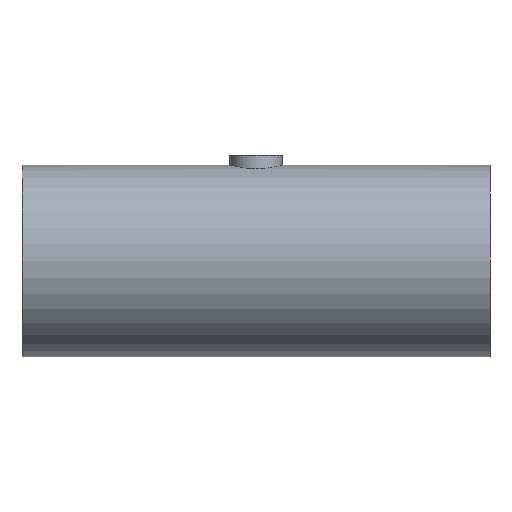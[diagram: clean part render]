
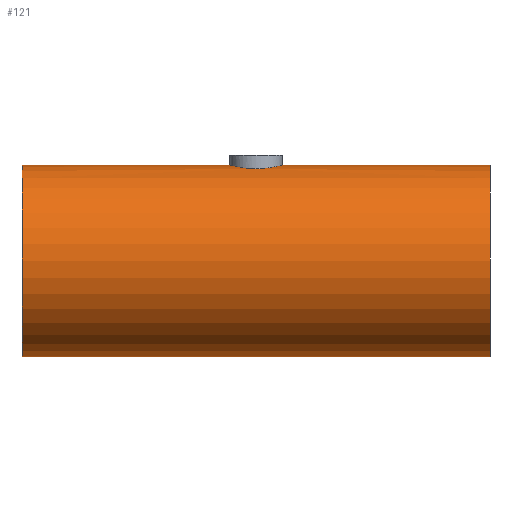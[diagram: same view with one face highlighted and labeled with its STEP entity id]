
A CAD part, front view. The second image highlights one B-rep face of the part: STEP entity #121.
In plain terms, the highlighted cylindrical face has radius 25.4 mm (diameter 50.8 mm), a full revolution.
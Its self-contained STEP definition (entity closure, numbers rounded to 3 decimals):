
#21=FACE_BOUND('',#39,.T.);
#28=FACE_OUTER_BOUND('',#38,.T.);
#38=EDGE_LOOP('',(#104,#105,#106,#107));
#39=EDGE_LOOP('',(#108,#109));
#46=CIRCLE('',#152,25.4);
#47=CIRCLE('',#154,25.4);
#51=LINE('',#286,#55);
#55=VECTOR('',#185,25.4);
#58=B_SPLINE_CURVE_WITH_KNOTS('',3,(#243,#244,#245,#246,#247,#248,#249,
#250,#251,#252),.UNSPECIFIED.,.F.,.F.,(4,2,2,2,4),(0.,0.261,
0.523,0.784,1.045),.UNSPECIFIED.);
#59=B_SPLINE_CURVE_WITH_KNOTS('',3,(#253,#254,#255,#256,#257,#258,#259,
#260,#261,#262,#263,#264,#265,#266,#267,#268,#269,#270,#271,#272,#273,#274,
#275,#276,#277,#278),.UNSPECIFIED.,.F.,.F.,(4,2,2,2,2,2,2,2,2,2,2,2,4),
(1.045,1.307,1.568,1.829,2.091,
2.352,2.613,2.875,3.136,3.397,
3.659,3.92,4.181),.UNSPECIFIED.);
#66=VERTEX_POINT('',#240);
#67=VERTEX_POINT('',#242);
#68=VERTEX_POINT('',#281);
#69=VERTEX_POINT('',#284);
#79=EDGE_CURVE('',#67,#66,#58,.T.);
#80=EDGE_CURVE('',#66,#67,#59,.T.);
#81=EDGE_CURVE('',#68,#68,#46,.T.);
#82=EDGE_CURVE('',#69,#69,#47,.T.);
#83=EDGE_CURVE('',#69,#68,#51,.T.);
#104=ORIENTED_EDGE('',*,*,#82,.F.);
#105=ORIENTED_EDGE('',*,*,#83,.T.);
#106=ORIENTED_EDGE('',*,*,#81,.F.);
#107=ORIENTED_EDGE('',*,*,#83,.F.);
#108=ORIENTED_EDGE('',*,*,#79,.T.);
#109=ORIENTED_EDGE('',*,*,#80,.T.);
#115=CYLINDRICAL_SURFACE('',#153,25.4);
#121=ADVANCED_FACE('',(#28,#21),#115,.T.);
#152=AXIS2_PLACEMENT_3D('',#282,#179,#180);
#153=AXIS2_PLACEMENT_3D('',#283,#181,#182);
#154=AXIS2_PLACEMENT_3D('',#285,#183,#184);
#179=DIRECTION('center_axis',(-1.,0.,0.));
#180=DIRECTION('ref_axis',(0.,1.,0.));
#181=DIRECTION('center_axis',(1.,0.,0.));
#182=DIRECTION('ref_axis',(0.,1.,0.));
#183=DIRECTION('center_axis',(1.,0.,0.));
#184=DIRECTION('ref_axis',(0.,1.,0.));
#185=DIRECTION('',(-1.,0.,0.));
#240=CARTESIAN_POINT('',(-6.9,0.,25.4));
#242=CARTESIAN_POINT('',(0.,-6.9,24.445));
#243=CARTESIAN_POINT('Ctrl Pts',(0.,-6.9,24.445));
#244=CARTESIAN_POINT('Ctrl Pts',(-0.871,-6.9,24.445));
#245=CARTESIAN_POINT('Ctrl Pts',(-1.797,-6.725,24.496));
#246=CARTESIAN_POINT('Ctrl Pts',(-3.496,-6.02,24.679));
#247=CARTESIAN_POINT('Ctrl Pts',(-4.269,-5.489,24.808));
#248=CARTESIAN_POINT('Ctrl Pts',(-5.489,-4.269,25.046));
#249=CARTESIAN_POINT('Ctrl Pts',(-6.019,-3.496,25.173));
#250=CARTESIAN_POINT('Ctrl Pts',(-6.725,-1.797,25.351));
#251=CARTESIAN_POINT('Ctrl Pts',(-6.9,-0.871,25.4));
#252=CARTESIAN_POINT('Ctrl Pts',(-6.9,0.,25.4));
#253=CARTESIAN_POINT('Ctrl Pts',(-6.9,0.,25.4));
#254=CARTESIAN_POINT('Ctrl Pts',(-6.9,0.871,25.4));
#255=CARTESIAN_POINT('Ctrl Pts',(-6.725,1.797,25.351));
#256=CARTESIAN_POINT('Ctrl Pts',(-6.019,3.496,25.173));
#257=CARTESIAN_POINT('Ctrl Pts',(-5.489,4.269,25.046));
#258=CARTESIAN_POINT('Ctrl Pts',(-4.269,5.489,24.808));
#259=CARTESIAN_POINT('Ctrl Pts',(-3.496,6.02,24.679));
#260=CARTESIAN_POINT('Ctrl Pts',(-1.797,6.725,24.496));
#261=CARTESIAN_POINT('Ctrl Pts',(-0.871,6.9,24.445));
#262=CARTESIAN_POINT('Ctrl Pts',(0.871,6.9,24.445));
#263=CARTESIAN_POINT('Ctrl Pts',(1.797,6.725,24.496));
#264=CARTESIAN_POINT('Ctrl Pts',(3.496,6.02,24.679));
#265=CARTESIAN_POINT('Ctrl Pts',(4.269,5.489,24.808));
#266=CARTESIAN_POINT('Ctrl Pts',(5.489,4.269,25.046));
#267=CARTESIAN_POINT('Ctrl Pts',(6.019,3.496,25.173));
#268=CARTESIAN_POINT('Ctrl Pts',(6.725,1.797,25.351));
#269=CARTESIAN_POINT('Ctrl Pts',(6.9,0.871,25.4));
#270=CARTESIAN_POINT('Ctrl Pts',(6.9,-0.871,25.4));
#271=CARTESIAN_POINT('Ctrl Pts',(6.725,-1.797,25.351));
#272=CARTESIAN_POINT('Ctrl Pts',(6.019,-3.496,25.173));
#273=CARTESIAN_POINT('Ctrl Pts',(5.489,-4.269,25.046));
#274=CARTESIAN_POINT('Ctrl Pts',(4.269,-5.489,24.808));
#275=CARTESIAN_POINT('Ctrl Pts',(3.496,-6.02,24.679));
#276=CARTESIAN_POINT('Ctrl Pts',(1.797,-6.725,24.496));
#277=CARTESIAN_POINT('Ctrl Pts',(0.871,-6.9,24.445));
#278=CARTESIAN_POINT('Ctrl Pts',(0.,-6.9,24.445));
#281=CARTESIAN_POINT('',(-62.,-25.4,0.));
#282=CARTESIAN_POINT('Origin',(-62.,0.,0.));
#283=CARTESIAN_POINT('Origin',(0.,0.,0.));
#284=CARTESIAN_POINT('',(62.,-25.4,0.));
#285=CARTESIAN_POINT('Origin',(62.,0.,0.));
#286=CARTESIAN_POINT('',(0.,-25.4,0.));
